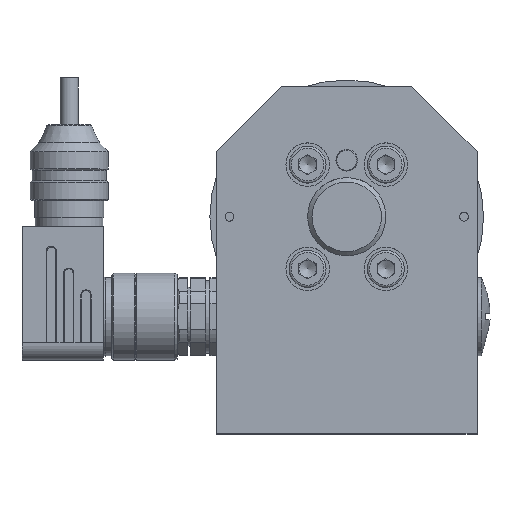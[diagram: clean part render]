
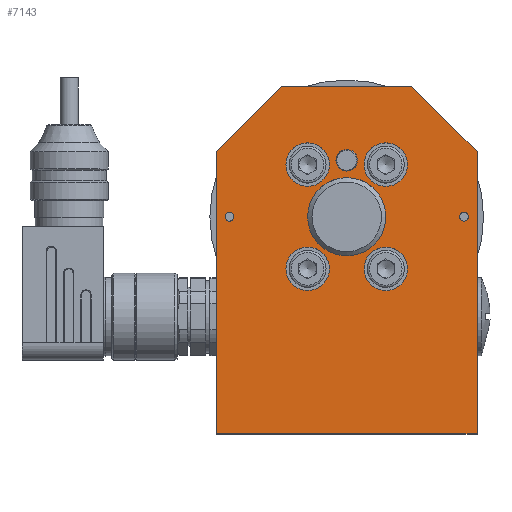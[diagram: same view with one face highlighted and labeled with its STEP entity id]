
A CAD part, top view. The second image highlights one B-rep face of the part: STEP entity #7143.
In plain terms, the highlighted planar face has unit normal (0, 0, 1).
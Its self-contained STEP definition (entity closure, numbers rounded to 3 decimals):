
#340 = EDGE_LOOP ( 'NONE', ( #7968 ) ) ;
#443 = VECTOR ( 'NONE', #10151, 1000. ) ;
#465 = CARTESIAN_POINT ( 'NONE',  ( -15., 80., 13. ) ) ;
#522 = AXIS2_PLACEMENT_3D ( 'NONE', #8715, #10971, #2278 ) ;
#768 = EDGE_LOOP ( 'NONE', ( #3905 ) ) ;
#933 = CARTESIAN_POINT ( 'NONE',  ( -30., 0., 13. ) ) ;
#939 = DIRECTION ( 'NONE',  ( 1., 0., 0. ) ) ;
#954 = AXIS2_PLACEMENT_3D ( 'NONE', #2765, #7171, #5009 ) ;
#964 = CIRCLE ( 'NONE', #954, 2.5 ) ;
#1080 = ORIENTED_EDGE ( 'NONE', *, *, #2943, .T. ) ;
#1233 = CARTESIAN_POINT ( 'NONE',  ( -26., 50., 13. ) ) ;
#1467 = AXIS2_PLACEMENT_3D ( 'NONE', #14245, #7517, #939 ) ;
#1522 = CARTESIAN_POINT ( 'NONE',  ( 30., 65., 13. ) ) ;
#1895 = EDGE_LOOP ( 'NONE', ( #12101 ) ) ;
#2110 = CARTESIAN_POINT ( 'NONE',  ( 30., 0., 13. ) ) ;
#2133 = EDGE_CURVE ( 'NONE', #6473, #6473, #964, .T. ) ;
#2278 = DIRECTION ( 'NONE',  ( 1., 0., 0. ) ) ;
#2304 = AXIS2_PLACEMENT_3D ( 'NONE', #11403, #2433, #7923 ) ;
#2352 = VECTOR ( 'NONE', #7498, 1000. ) ;
#2368 = CIRCLE ( 'NONE', #522, 5. ) ;
#2402 = VERTEX_POINT ( 'NONE', #5726 ) ;
#2433 = DIRECTION ( 'NONE',  ( 0., 0., -1. ) ) ;
#2449 = VERTEX_POINT ( 'NONE', #5567 ) ;
#2491 = CARTESIAN_POINT ( 'NONE',  ( 15., 80., 13. ) ) ;
#2588 = AXIS2_PLACEMENT_3D ( 'NONE', #5834, #2644, #13559 ) ;
#2644 = DIRECTION ( 'NONE',  ( 0., 0., -1. ) ) ;
#2661 = DIRECTION ( 'NONE',  ( 0., 0., 1. ) ) ;
#2688 = CARTESIAN_POINT ( 'NONE',  ( -30., 65., 13. ) ) ;
#2765 = CARTESIAN_POINT ( 'NONE',  ( 0., 63., 13. ) ) ;
#2849 = ORIENTED_EDGE ( 'NONE', *, *, #14095, .F. ) ;
#2943 = EDGE_CURVE ( 'NONE', #5199, #7168, #4749, .T. ) ;
#2964 = DIRECTION ( 'NONE',  ( 1., 0., 0. ) ) ;
#3143 = EDGE_LOOP ( 'NONE', ( #10746 ) ) ;
#3270 = EDGE_CURVE ( 'NONE', #9203, #9203, #2368, .T. ) ;
#3301 = DIRECTION ( 'NONE',  ( -1., 0., 0. ) ) ;
#3309 = CARTESIAN_POINT ( 'NONE',  ( 30., 0., 13. ) ) ;
#3377 = DIRECTION ( 'NONE',  ( 1., 0., 0. ) ) ;
#3537 = VERTEX_POINT ( 'NONE', #1233 ) ;
#3869 = EDGE_CURVE ( 'NONE', #5432, #12741, #9481, .T. ) ;
#3905 = ORIENTED_EDGE ( 'NONE', *, *, #12056, .F. ) ;
#3970 = CIRCLE ( 'NONE', #12067, 1. ) ;
#4118 = CARTESIAN_POINT ( 'NONE',  ( -30., 0., 13. ) ) ;
#4401 = CARTESIAN_POINT ( 'NONE',  ( -4., 62., 13. ) ) ;
#4586 = FACE_BOUND ( 'NONE', #768, .T. ) ;
#4749 = LINE ( 'NONE', #11340, #9273 ) ;
#4888 = EDGE_CURVE ( 'NONE', #9987, #9977, #12447, .T. ) ;
#4921 = CIRCLE ( 'NONE', #9309, 5. ) ;
#5005 = CARTESIAN_POINT ( 'NONE',  ( 14., 38., 13. ) ) ;
#5009 = DIRECTION ( 'NONE',  ( 1., 0., 0. ) ) ;
#5134 = CARTESIAN_POINT ( 'NONE',  ( 14., 62., 13. ) ) ;
#5136 = CIRCLE ( 'NONE', #2588, 9. ) ;
#5199 = VERTEX_POINT ( 'NONE', #1522 ) ;
#5205 = DIRECTION ( 'NONE',  ( 0., 0., 1. ) ) ;
#5380 = EDGE_LOOP ( 'NONE', ( #9604 ) ) ;
#5432 = VERTEX_POINT ( 'NONE', #8669 ) ;
#5448 = ORIENTED_EDGE ( 'NONE', *, *, #13477, .T. ) ;
#5567 = CARTESIAN_POINT ( 'NONE',  ( -9., 50., 13. ) ) ;
#5643 = EDGE_LOOP ( 'NONE', ( #13404, #9325, #10316, #6529, #5448, #1080 ) ) ;
#5726 = CARTESIAN_POINT ( 'NONE',  ( 28., 50., 13. ) ) ;
#5762 = DIRECTION ( 'NONE',  ( 0., 0., 1. ) ) ;
#5834 = CARTESIAN_POINT ( 'NONE',  ( 0., 50., 13. ) ) ;
#6052 = DIRECTION ( 'NONE',  ( -0.707, 0.707, 0. ) ) ;
#6473 = VERTEX_POINT ( 'NONE', #12175 ) ;
#6529 = ORIENTED_EDGE ( 'NONE', *, *, #3869, .T. ) ;
#6570 = EDGE_CURVE ( 'NONE', #12599, #12599, #13363, .T. ) ;
#6633 = LINE ( 'NONE', #3309, #2352 ) ;
#7029 = EDGE_CURVE ( 'NONE', #7168, #9987, #8650, .T. ) ;
#7143 = ADVANCED_FACE ( 'NONE', ( #8797, #13204, #7708, #4586, #12335, #8126, #13626, #9218, #9013 ), #12469, .F. ) ;
#7168 = VERTEX_POINT ( 'NONE', #2491 ) ;
#7171 = DIRECTION ( 'NONE',  ( 0., 0., 1. ) ) ;
#7498 = DIRECTION ( 'NONE',  ( 0., 1., 0. ) ) ;
#7517 = DIRECTION ( 'NONE',  ( 0., 0., 1. ) ) ;
#7693 = CIRCLE ( 'NONE', #1467, 5. ) ;
#7708 = FACE_BOUND ( 'NONE', #3143, .T. ) ;
#7719 = EDGE_CURVE ( 'NONE', #9977, #5432, #10843, .T. ) ;
#7923 = DIRECTION ( 'NONE',  ( -1., 0., 0. ) ) ;
#7968 = ORIENTED_EDGE ( 'NONE', *, *, #10486, .F. ) ;
#8126 = FACE_BOUND ( 'NONE', #5380, .T. ) ;
#8204 = CARTESIAN_POINT ( 'NONE',  ( 27., 50., 13. ) ) ;
#8323 = EDGE_LOOP ( 'NONE', ( #2849 ) ) ;
#8435 = EDGE_CURVE ( 'NONE', #2402, #2402, #12068, .T. ) ;
#8650 = LINE ( 'NONE', #9957, #12467 ) ;
#8664 = VECTOR ( 'NONE', #2964, 1000. ) ;
#8669 = CARTESIAN_POINT ( 'NONE',  ( -30., 0., 13. ) ) ;
#8715 = CARTESIAN_POINT ( 'NONE',  ( -9., 38., 13. ) ) ;
#8797 = FACE_BOUND ( 'NONE', #9666, .T. ) ;
#9013 = FACE_OUTER_BOUND ( 'NONE', #5643, .T. ) ;
#9203 = VERTEX_POINT ( 'NONE', #13612 ) ;
#9218 = FACE_BOUND ( 'NONE', #11469, .T. ) ;
#9273 = VECTOR ( 'NONE', #6052, 1000. ) ;
#9309 = AXIS2_PLACEMENT_3D ( 'NONE', #11277, #2661, #12280 ) ;
#9325 = ORIENTED_EDGE ( 'NONE', *, *, #4888, .T. ) ;
#9346 = CARTESIAN_POINT ( 'NONE',  ( -30., 65., 13. ) ) ;
#9481 = LINE ( 'NONE', #4118, #8664 ) ;
#9604 = ORIENTED_EDGE ( 'NONE', *, *, #6570, .F. ) ;
#9666 = EDGE_LOOP ( 'NONE', ( #10964 ) ) ;
#9957 = CARTESIAN_POINT ( 'NONE',  ( -30., 80., 13. ) ) ;
#9977 = VERTEX_POINT ( 'NONE', #2688 ) ;
#9987 = VERTEX_POINT ( 'NONE', #465 ) ;
#10151 = DIRECTION ( 'NONE',  ( -0.707, -0.707, 0. ) ) ;
#10316 = ORIENTED_EDGE ( 'NONE', *, *, #7719, .T. ) ;
#10353 = VERTEX_POINT ( 'NONE', #5134 ) ;
#10486 = EDGE_CURVE ( 'NONE', #10353, #10353, #4921, .T. ) ;
#10696 = CARTESIAN_POINT ( 'NONE',  ( 9., 38., 13. ) ) ;
#10746 = ORIENTED_EDGE ( 'NONE', *, *, #8435, .F. ) ;
#10843 = LINE ( 'NONE', #933, #12077 ) ;
#10898 = ORIENTED_EDGE ( 'NONE', *, *, #14246, .T. ) ;
#10903 = DIRECTION ( 'NONE',  ( 0., 0., 1. ) ) ;
#10964 = ORIENTED_EDGE ( 'NONE', *, *, #2133, .F. ) ;
#10971 = DIRECTION ( 'NONE',  ( 0., 0., 1. ) ) ;
#11277 = CARTESIAN_POINT ( 'NONE',  ( 9., 62., 13. ) ) ;
#11340 = CARTESIAN_POINT ( 'NONE',  ( 15., 80., 13. ) ) ;
#11403 = CARTESIAN_POINT ( 'NONE',  ( 0., 0., 13. ) ) ;
#11469 = EDGE_LOOP ( 'NONE', ( #10898 ) ) ;
#11784 = VERTEX_POINT ( 'NONE', #4401 ) ;
#11853 = DIRECTION ( 'NONE',  ( 1., 0., 0. ) ) ;
#11925 = DIRECTION ( 'NONE',  ( 0., -1., 0. ) ) ;
#12056 = EDGE_CURVE ( 'NONE', #11784, #11784, #7693, .T. ) ;
#12067 = AXIS2_PLACEMENT_3D ( 'NONE', #12262, #10903, #3377 ) ;
#12068 = CIRCLE ( 'NONE', #12508, 1. ) ;
#12077 = VECTOR ( 'NONE', #11925, 1000. ) ;
#12101 = ORIENTED_EDGE ( 'NONE', *, *, #3270, .F. ) ;
#12175 = CARTESIAN_POINT ( 'NONE',  ( 2.5, 63., 13. ) ) ;
#12262 = CARTESIAN_POINT ( 'NONE',  ( -27., 50., 13. ) ) ;
#12280 = DIRECTION ( 'NONE',  ( 1., 0., 0. ) ) ;
#12335 = FACE_BOUND ( 'NONE', #340, .T. ) ;
#12339 = DIRECTION ( 'NONE',  ( 1., 0., 0. ) ) ;
#12447 = LINE ( 'NONE', #9346, #443 ) ;
#12467 = VECTOR ( 'NONE', #3301, 1000. ) ;
#12469 = PLANE ( 'NONE',  #2304 ) ;
#12508 = AXIS2_PLACEMENT_3D ( 'NONE', #8204, #5762, #12339 ) ;
#12599 = VERTEX_POINT ( 'NONE', #5005 ) ;
#12663 = AXIS2_PLACEMENT_3D ( 'NONE', #10696, #5205, #11853 ) ;
#12741 = VERTEX_POINT ( 'NONE', #2110 ) ;
#13204 = FACE_BOUND ( 'NONE', #8323, .T. ) ;
#13363 = CIRCLE ( 'NONE', #12663, 5. ) ;
#13404 = ORIENTED_EDGE ( 'NONE', *, *, #7029, .T. ) ;
#13477 = EDGE_CURVE ( 'NONE', #12741, #5199, #6633, .T. ) ;
#13559 = DIRECTION ( 'NONE',  ( -1., 0., 0. ) ) ;
#13612 = CARTESIAN_POINT ( 'NONE',  ( -4., 38., 13. ) ) ;
#13626 = FACE_BOUND ( 'NONE', #1895, .T. ) ;
#14095 = EDGE_CURVE ( 'NONE', #3537, #3537, #3970, .T. ) ;
#14245 = CARTESIAN_POINT ( 'NONE',  ( -9., 62., 13. ) ) ;
#14246 = EDGE_CURVE ( 'NONE', #2449, #2449, #5136, .T. ) ;
